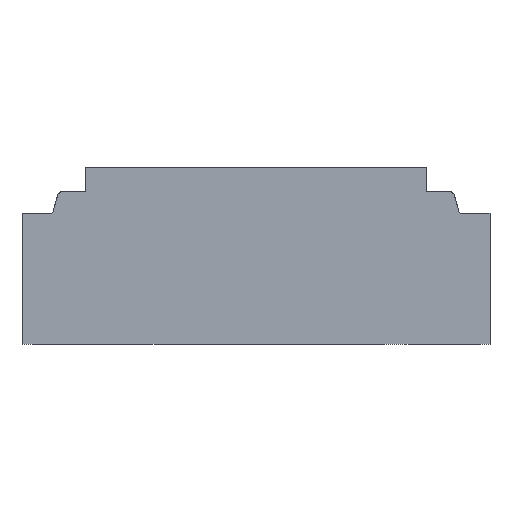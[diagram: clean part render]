
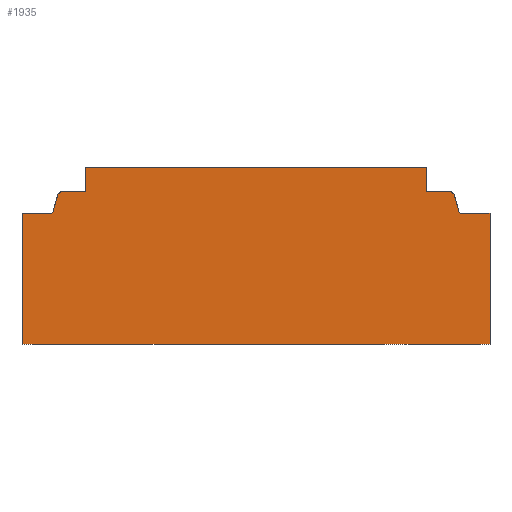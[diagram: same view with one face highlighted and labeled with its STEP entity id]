
A CAD part, left-side view. The second image highlights one B-rep face of the part: STEP entity #1935.
In plain terms, the highlighted planar face has unit normal (-1, 0, 0).
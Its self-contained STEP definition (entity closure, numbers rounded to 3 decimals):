
#1935=ADVANCED_FACE('',(#4471),#4472,.T.);
#4471=FACE_OUTER_BOUND('',#13953,.T.);
#4472=PLANE('',#13954);
#13953=EDGE_LOOP('',(#27910,#27911,#27912,#27913,#27914,#27915,#27916,#27917,#27918,#27919,#27920,#27921,#27922,#27923,#27924,#27925));
#13954=AXIS2_PLACEMENT_3D('',#27926,#27927,#27928);
#27910=ORIENTED_EDGE('',*,*,#33336,.F.);
#27911=ORIENTED_EDGE('',*,*,#34711,.T.);
#27912=ORIENTED_EDGE('',*,*,#34714,.T.);
#27913=ORIENTED_EDGE('',*,*,#34759,.T.);
#27914=ORIENTED_EDGE('',*,*,#34760,.T.);
#27915=ORIENTED_EDGE('',*,*,#34756,.F.);
#27916=ORIENTED_EDGE('',*,*,#33560,.T.);
#27917=ORIENTED_EDGE('',*,*,#33641,.T.);
#27918=ORIENTED_EDGE('',*,*,#34761,.T.);
#27919=ORIENTED_EDGE('',*,*,#34762,.T.);
#27920=ORIENTED_EDGE('',*,*,#34691,.T.);
#27921=ORIENTED_EDGE('',*,*,#34684,.T.);
#27922=ORIENTED_EDGE('',*,*,#33342,.F.);
#27923=ORIENTED_EDGE('',*,*,#34737,.F.);
#27924=ORIENTED_EDGE('',*,*,#34763,.T.);
#27925=ORIENTED_EDGE('',*,*,#34744,.T.);
#27926=CARTESIAN_POINT('',(-45.0,55.0,-35.0));
#27927=DIRECTION('',(-1.0,0.,0.0));
#27928=DIRECTION('',(0.,1.0,0.0));
#33336=EDGE_CURVE('',#37195,#37197,#37198,.T.);
#33342=EDGE_CURVE('',#37207,#37209,#37210,.T.);
#33560=EDGE_CURVE('',#37629,#37626,#37630,.T.);
#33641=EDGE_CURVE('',#37626,#37778,#37780,.T.);
#34684=EDGE_CURVE('',#39371,#37209,#39372,.F.);
#34691=EDGE_CURVE('',#39381,#39371,#39382,.T.);
#34711=EDGE_CURVE('',#37195,#39410,#39412,.F.);
#34714=EDGE_CURVE('',#39410,#39414,#39416,.T.);
#34737=EDGE_CURVE('',#39445,#37207,#39447,.T.);
#34744=EDGE_CURVE('',#39451,#37197,#39458,.T.);
#34756=EDGE_CURVE('',#37629,#39476,#39477,.T.);
#34759=EDGE_CURVE('',#39414,#39480,#39481,.F.);
#34760=EDGE_CURVE('',#39480,#39476,#39482,.T.);
#34761=EDGE_CURVE('',#37778,#39483,#39484,.T.);
#34762=EDGE_CURVE('',#39483,#39381,#39485,.F.);
#34763=EDGE_CURVE('',#39445,#39451,#39486,.T.);
#37195=VERTEX_POINT('',#43638);
#37197=VERTEX_POINT('',#43641);
#37198=LINE('',#43642,#43643);
#37207=VERTEX_POINT('',#43655);
#37209=VERTEX_POINT('',#43658);
#37210=LINE('',#43659,#43660);
#37626=VERTEX_POINT('',#44475);
#37629=VERTEX_POINT('',#44479);
#37630=LINE('',#44480,#44481);
#37778=VERTEX_POINT('',#44684);
#37780=LINE('',#44687,#44688);
#39371=VERTEX_POINT('',#48063);
#39372=LINE('',#48064,#48065);
#39381=VERTEX_POINT('',#48077);
#39382=LINE('',#48078,#48079);
#39410=VERTEX_POINT('',#48119);
#39412=LINE('',#48122,#48123);
#39414=VERTEX_POINT('',#48125);
#39416=LINE('',#48128,#48129);
#39445=VERTEX_POINT('',#48163);
#39447=LINE('',#48166,#48167);
#39451=VERTEX_POINT('',#48171);
#39458=LINE('',#48181,#48182);
#39476=VERTEX_POINT('',#48206);
#39477=LINE('',#48207,#48208);
#39480=VERTEX_POINT('',#48212);
#39481=CIRCLE('',#48213,0.5);
#39482=LINE('',#48214,#48215);
#39483=VERTEX_POINT('',#48216);
#39484=LINE('',#48217,#48218);
#39485=CIRCLE('',#48219,0.5);
#39486=LINE('',#48220,#48221);
#43638=CARTESIAN_POINT('',(-45.0,45.67,0.5));
#43641=CARTESIAN_POINT('',(-45.0,40.0,0.5));
#43642=CARTESIAN_POINT('',(-45.0,-55.0,0.5));
#43643=VECTOR('',#52507,1.0);
#43655=CARTESIAN_POINT('',(-45.0,-40.0,0.5));
#43658=CARTESIAN_POINT('',(-45.0,-45.67,0.5));
#43659=CARTESIAN_POINT('',(-45.0,-55.0,0.5));
#43660=VECTOR('',#52515,1.0);
#44475=CARTESIAN_POINT('',(-45.0,-55.0,-35.5));
#44479=CARTESIAN_POINT('',(-45.0,55.0,-35.5));
#44480=CARTESIAN_POINT('',(-45.0,-55.0,-35.5));
#44481=VECTOR('',#52854,1.0);
#44684=CARTESIAN_POINT('',(-45.0,-55.0,-4.7));
#44687=CARTESIAN_POINT('',(-45.0,-55.0,-35.0));
#44688=VECTOR('',#53019,1.0);
#48063=CARTESIAN_POINT('',(-45.0,-46.568,-0.19));
#48064=CARTESIAN_POINT('',(-45.0,0.548,35.964));
#48065=VECTOR('',#54250,1.0);
#48077=CARTESIAN_POINT('',(-45.0,-47.678,-4.329));
#48078=CARTESIAN_POINT('',(-45.0,-48.467,-7.276));
#48079=VECTOR('',#54257,1.0);
#48119=CARTESIAN_POINT('',(-45.0,46.568,-0.19));
#48122=CARTESIAN_POINT('',(-45.0,68.687,-17.162));
#48123=VECTOR('',#54280,1.0);
#48125=CARTESIAN_POINT('',(-45.0,47.678,-4.329));
#48128=CARTESIAN_POINT('',(-45.0,55.836,-34.776));
#48129=VECTOR('',#54282,1.0);
#48163=CARTESIAN_POINT('',(-45.0,-40.0,6.0));
#48166=CARTESIAN_POINT('',(-45.0,-40.0,5.5));
#48167=VECTOR('',#54301,1.0);
#48171=CARTESIAN_POINT('',(-45.0,40.0,6.0));
#48181=CARTESIAN_POINT('',(-45.0,40.0,5.5));
#48182=VECTOR('',#54311,1.0);
#48206=CARTESIAN_POINT('',(-45.0,55.0,-4.7));
#48207=CARTESIAN_POINT('',(-45.0,55.0,-35.0));
#48208=VECTOR('',#54324,1.0);
#48212=CARTESIAN_POINT('',(-45.0,48.161,-4.7));
#48213=AXIS2_PLACEMENT_3D('',#54326,#54327,#54328);
#48214=CARTESIAN_POINT('',(-45.0,55.0,-4.7));
#48215=VECTOR('',#54329,1.0);
#48216=CARTESIAN_POINT('',(-45.0,-48.161,-4.7));
#48217=CARTESIAN_POINT('',(-45.0,55.0,-4.7));
#48218=VECTOR('',#54330,1.0);
#48219=AXIS2_PLACEMENT_3D('',#54331,#54332,#54333);
#48220=CARTESIAN_POINT('',(-45.0,-40.0,6.0));
#48221=VECTOR('',#54334,1.0);
#52507=DIRECTION('',(0.,-1.0,0.0));
#52515=DIRECTION('',(0.,-1.0,0.0));
#52854=DIRECTION('',(0.,-1.0,0.0));
#53019=DIRECTION('',(0.0,0.0,1.0));
#54250=DIRECTION('',(0.,-0.793,-0.609));
#54257=DIRECTION('',(0.,0.259,0.966));
#54280=DIRECTION('',(0.,-0.793,0.609));
#54282=DIRECTION('',(0.,0.259,-0.966));
#54301=DIRECTION('',(0.0,0.0,-1.0));
#54311=DIRECTION('',(0.0,0.0,-1.0));
#54324=DIRECTION('',(0.0,0.0,1.0));
#54326=CARTESIAN_POINT('',(-45.0,48.161,-4.2));
#54327=DIRECTION('',(-1.0,0.,0.0));
#54328=DIRECTION('',(0.0,0.0,1.0));
#54329=DIRECTION('',(0.,1.0,0.0));
#54330=DIRECTION('',(0.,1.0,0.0));
#54331=CARTESIAN_POINT('',(-45.0,-48.161,-4.2));
#54332=DIRECTION('',(-1.0,0.,0.0));
#54333=DIRECTION('',(0.0,0.0,1.0));
#54334=DIRECTION('',(0.,1.0,0.0));
